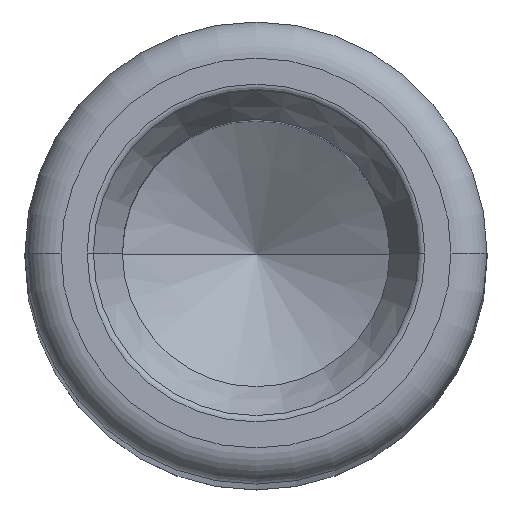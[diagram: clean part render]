
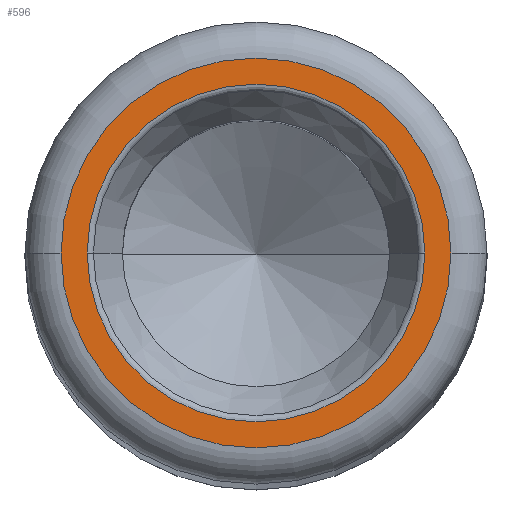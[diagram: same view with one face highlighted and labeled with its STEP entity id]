
A CAD part, top view. The second image highlights one B-rep face of the part: STEP entity #596.
In plain terms, the highlighted planar face has unit normal (0, 0, 1).
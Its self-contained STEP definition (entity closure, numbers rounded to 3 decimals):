
#7 = CIRCLE ( 'NONE', #71, 13.5 ) ;
#10 = VERTEX_POINT ( 'NONE', #640 ) ;
#32 = CIRCLE ( 'NONE', #91, 11.689 ) ;
#35 = CARTESIAN_POINT ( 'NONE',  ( 0., 0., 240. ) ) ;
#71 = AXIS2_PLACEMENT_3D ( 'NONE', #157, #148, #549 ) ;
#80 = CARTESIAN_POINT ( 'NONE',  ( 0., 0., 240. ) ) ;
#84 = AXIS2_PLACEMENT_3D ( 'NONE', #80, #494, #676 ) ;
#91 = AXIS2_PLACEMENT_3D ( 'NONE', #35, #443, #98 ) ;
#98 = DIRECTION ( 'NONE',  ( 1., 0., 0. ) ) ;
#143 = CARTESIAN_POINT ( 'NONE',  ( 0., 0., 240. ) ) ;
#148 = DIRECTION ( 'NONE',  ( 0., 0., 1. ) ) ;
#157 = CARTESIAN_POINT ( 'NONE',  ( 0., 0., 240. ) ) ;
#174 = ORIENTED_EDGE ( 'NONE', *, *, #600, .T. ) ;
#209 = CARTESIAN_POINT ( 'NONE',  ( -11.689, 0., 240. ) ) ;
#250 = ORIENTED_EDGE ( 'NONE', *, *, #585, .T. ) ;
#314 = CIRCLE ( 'NONE', #569, 11.689 ) ;
#320 = FACE_BOUND ( 'NONE', #385, .T. ) ;
#348 = EDGE_CURVE ( 'NONE', #552, #615, #314, .T. ) ;
#356 = FACE_OUTER_BOUND ( 'NONE', #489, .T. ) ;
#358 = VERTEX_POINT ( 'NONE', #708 ) ;
#374 = PLANE ( 'NONE',  #84 ) ;
#385 = EDGE_LOOP ( 'NONE', ( #750, #514 ) ) ;
#443 = DIRECTION ( 'NONE',  ( 0., 0., -1. ) ) ;
#489 = EDGE_LOOP ( 'NONE', ( #174, #250 ) ) ;
#494 = DIRECTION ( 'NONE',  ( 0., 0., 1. ) ) ;
#514 = ORIENTED_EDGE ( 'NONE', *, *, #515, .T. ) ;
#515 = EDGE_CURVE ( 'NONE', #615, #552, #32, .T. ) ;
#531 = DIRECTION ( 'NONE',  ( 1., 0., 0. ) ) ;
#537 = DIRECTION ( 'NONE',  ( 0., 0., -1. ) ) ;
#541 = DIRECTION ( 'NONE',  ( 1., 0., 0. ) ) ;
#549 = DIRECTION ( 'NONE',  ( 1., 0., 0. ) ) ;
#550 = DIRECTION ( 'NONE',  ( 0., 0., 1. ) ) ;
#552 = VERTEX_POINT ( 'NONE', #618 ) ;
#569 = AXIS2_PLACEMENT_3D ( 'NONE', #656, #537, #531 ) ;
#585 = EDGE_CURVE ( 'NONE', #358, #10, #728, .T. ) ;
#596 = ADVANCED_FACE ( 'NONE', ( #320, #356 ), #374, .T. ) ;
#600 = EDGE_CURVE ( 'NONE', #10, #358, #7, .T. ) ;
#615 = VERTEX_POINT ( 'NONE', #209 ) ;
#618 = CARTESIAN_POINT ( 'NONE',  ( 11.689, 0., 240. ) ) ;
#640 = CARTESIAN_POINT ( 'NONE',  ( 13.5, 0., 240. ) ) ;
#656 = CARTESIAN_POINT ( 'NONE',  ( 0., 0., 240. ) ) ;
#676 = DIRECTION ( 'NONE',  ( 1., 0., 0. ) ) ;
#708 = CARTESIAN_POINT ( 'NONE',  ( -13.5, 0., 240. ) ) ;
#713 = AXIS2_PLACEMENT_3D ( 'NONE', #143, #550, #541 ) ;
#728 = CIRCLE ( 'NONE', #713, 13.5 ) ;
#750 = ORIENTED_EDGE ( 'NONE', *, *, #348, .T. ) ;
